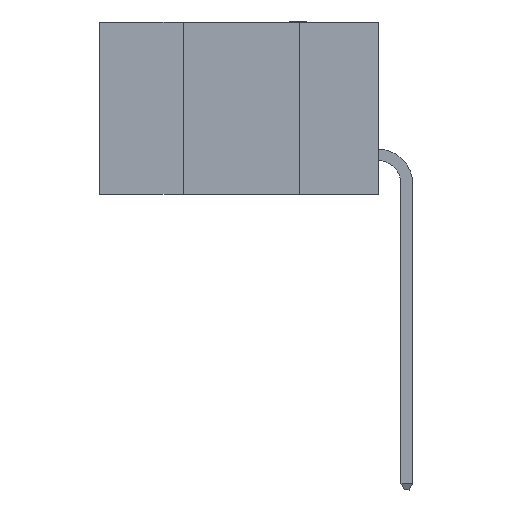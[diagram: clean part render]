
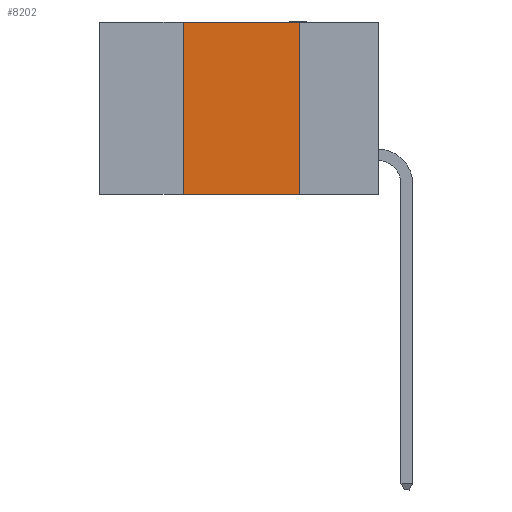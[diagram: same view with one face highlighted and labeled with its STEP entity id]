
A CAD part, left-side view. The second image highlights one B-rep face of the part: STEP entity #8202.
In plain terms, the highlighted planar face has unit normal (-1, 0, 0).
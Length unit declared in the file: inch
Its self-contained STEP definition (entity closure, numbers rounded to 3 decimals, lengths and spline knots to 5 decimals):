
#1153 = DIRECTION ( 'NONE',  ( 0., 0., 1. ) ) ;
#2963 = VERTEX_POINT ( 'NONE', #13978 ) ;
#3242 = VERTEX_POINT ( 'NONE', #6747 ) ;
#3596 = DIRECTION ( 'NONE',  ( 1., 0., 0. ) ) ;
#3629 = ORIENTED_EDGE ( 'NONE', *, *, #21874, .T. ) ;
#3798 = DIRECTION ( 'NONE',  ( 0., -1., 0. ) ) ;
#4299 = EDGE_LOOP ( 'NONE', ( #16481, #12344, #17025, #3629 ) ) ;
#4335 = LINE ( 'NONE', #13636, #13540 ) ;
#6002 = CARTESIAN_POINT ( 'NONE',  ( 0., 0.6, 0. ) ) ;
#6747 = CARTESIAN_POINT ( 'NONE',  ( 0., 0.42, 0. ) ) ;
#6966 = VECTOR ( 'NONE', #13339, 39.37008 ) ;
#8202 = ADVANCED_FACE ( 'NONE', ( #18872 ), #19814, .F. ) ;
#9198 = LINE ( 'NONE', #17580, #14024 ) ;
#10356 = EDGE_CURVE ( 'NONE', #3242, #2963, #16556, .T. ) ;
#10618 = CARTESIAN_POINT ( 'NONE',  ( 0., 0.17, -0.37 ) ) ;
#10900 = LINE ( 'NONE', #13000, #15072 ) ;
#12344 = ORIENTED_EDGE ( 'NONE', *, *, #10356, .F. ) ;
#13000 = CARTESIAN_POINT ( 'NONE',  ( 0., 0.6, -0.37 ) ) ;
#13339 = DIRECTION ( 'NONE',  ( 0., -1., 0. ) ) ;
#13540 = VECTOR ( 'NONE', #18947, 39.37008 ) ;
#13636 = CARTESIAN_POINT ( 'NONE',  ( 0., 0.17, 0. ) ) ;
#13883 = AXIS2_PLACEMENT_3D ( 'NONE', #14596, #3596, #16367 ) ;
#13978 = CARTESIAN_POINT ( 'NONE',  ( 0., 0.17, 0. ) ) ;
#14024 = VECTOR ( 'NONE', #1153, 39.37008 ) ;
#14596 = CARTESIAN_POINT ( 'NONE',  ( 0., 0.6, 0. ) ) ;
#15072 = VECTOR ( 'NONE', #3798, 39.37008 ) ;
#15653 = VERTEX_POINT ( 'NONE', #10618 ) ;
#16367 = DIRECTION ( 'NONE',  ( 0., 0., -1. ) ) ;
#16481 = ORIENTED_EDGE ( 'NONE', *, *, #17215, .F. ) ;
#16556 = LINE ( 'NONE', #6002, #6966 ) ;
#17025 = ORIENTED_EDGE ( 'NONE', *, *, #18401, .F. ) ;
#17153 = CARTESIAN_POINT ( 'NONE',  ( 0., 0.42, -0.37 ) ) ;
#17215 = EDGE_CURVE ( 'NONE', #2963, #15653, #4335, .T. ) ;
#17580 = CARTESIAN_POINT ( 'NONE',  ( 0., 0.42, 0. ) ) ;
#18401 = EDGE_CURVE ( 'NONE', #20227, #3242, #9198, .T. ) ;
#18872 = FACE_OUTER_BOUND ( 'NONE', #4299, .T. ) ;
#18947 = DIRECTION ( 'NONE',  ( 0., 0., -1. ) ) ;
#19814 = PLANE ( 'NONE',  #13883 ) ;
#20227 = VERTEX_POINT ( 'NONE', #17153 ) ;
#21874 = EDGE_CURVE ( 'NONE', #20227, #15653, #10900, .T. ) ;
